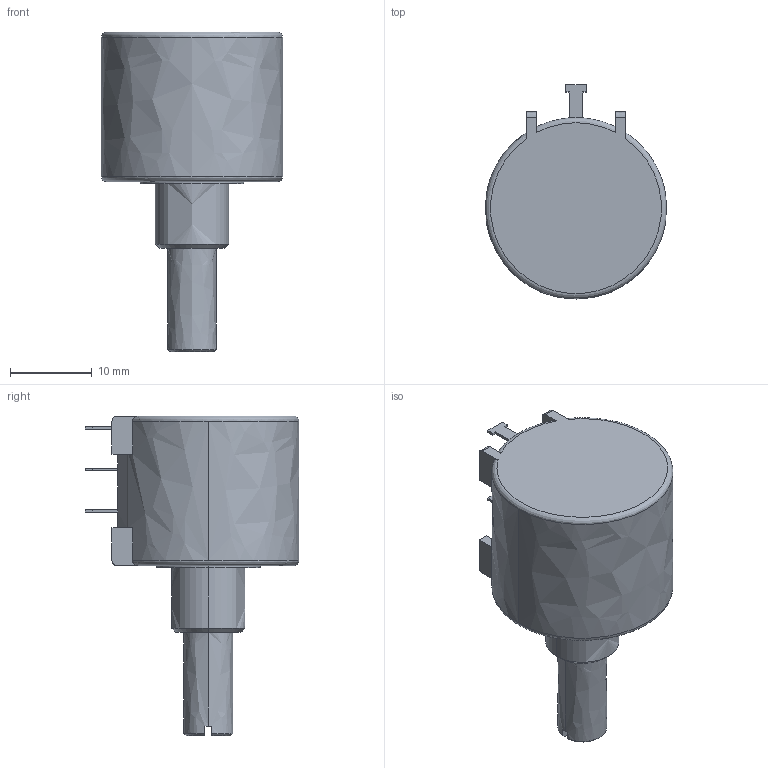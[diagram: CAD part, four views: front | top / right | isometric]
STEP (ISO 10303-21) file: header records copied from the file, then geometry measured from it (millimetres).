
FILE_DESCRIPTION((''),'2;1');
FILE_NAME('3590P-5-7','2007-07-06T',('rickb'),('Bourns, Inc.'),'PRO/ENGINEER BY PARAMETRIC TECHNOLOGY CORPORATION, 2001200','PRO/ENGINEER BY PARAMETRIC TECHNOLOGY CORPORATION, 2001200','');
FILE_SCHEMA(('AUTOMOTIVE_DESIGN_CC2 { 1 2 10303 214 -1 1 5 2 }'));
Length unit declared in the file: inch
Products named in the file (1): 3590P-5-7
Bounding box: 22.23 x 26.23 x 39.2 mm (x, y, z)
Volume: 8059.5 mm3; surface area: 2645.4 mm2
Topology: 1 solids, 1 shells, 72 faces, 190 edges, 126 vertices
Faces by surface type: bspline 72
Entity records: 3143 total; most frequent: CARTESIAN_POINT 1097, ORIENTED_EDGE 380, DIRECTION 228, EDGE_CURVE 190, VECTOR 128, LINE 128, VERTEX_POINT 126, EDGE_LOOP 78
